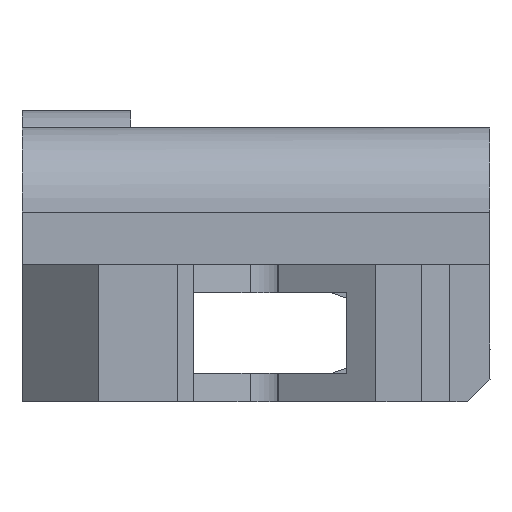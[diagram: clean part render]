
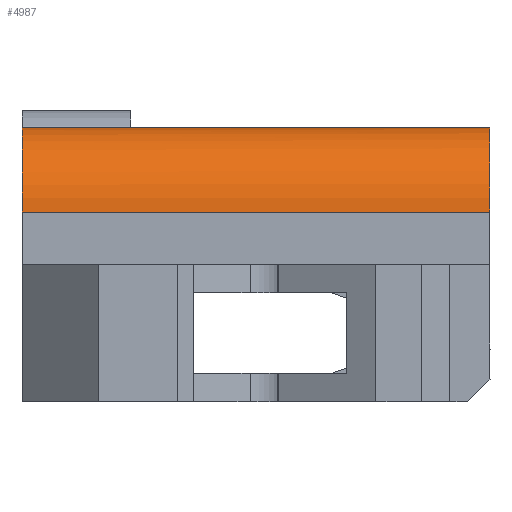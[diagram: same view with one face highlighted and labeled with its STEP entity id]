
A CAD part, left-side view. The second image highlights one B-rep face of the part: STEP entity #4987.
In plain terms, the highlighted cylindrical face has radius 10.475 mm (diameter 20.95 mm), a partial arc.
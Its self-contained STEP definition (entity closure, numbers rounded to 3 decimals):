
#470=FACE_OUTER_BOUND('',#750,.T.);
#750=EDGE_LOOP('',(#4166,#4167,#4168,#4169,#4170,#4171));
#1164=LINE('',#7987,#1697);
#1236=LINE('',#8202,#1769);
#1237=LINE('',#8207,#1770);
#1697=VECTOR('',#6285,57.5);
#1769=VECTOR('',#6455,0.5);
#1770=VECTOR('',#6460,58.);
#2002=CIRCLE('',#5270,10.475);
#2059=CIRCLE('',#5393,10.475);
#2060=CIRCLE('',#5394,10.475);
#2332=VERTEX_POINT('',#7747);
#2333=VERTEX_POINT('',#7749);
#2402=VERTEX_POINT('',#7985);
#2463=VERTEX_POINT('',#8200);
#2464=VERTEX_POINT('',#8204);
#2465=VERTEX_POINT('',#8206);
#2903=EDGE_CURVE('',#2332,#2333,#2002,.F.);
#3009=EDGE_CURVE('',#2402,#2333,#1164,.T.);
#3100=EDGE_CURVE('',#2332,#2463,#1236,.T.);
#3101=EDGE_CURVE('',#2463,#2464,#2059,.F.);
#3102=EDGE_CURVE('',#2465,#2464,#1237,.F.);
#3103=EDGE_CURVE('',#2402,#2465,#2060,.F.);
#4166=ORIENTED_EDGE('',*,*,#2903,.F.);
#4167=ORIENTED_EDGE('',*,*,#3100,.T.);
#4168=ORIENTED_EDGE('',*,*,#3101,.T.);
#4169=ORIENTED_EDGE('',*,*,#3102,.F.);
#4170=ORIENTED_EDGE('',*,*,#3103,.F.);
#4171=ORIENTED_EDGE('',*,*,#3009,.T.);
#4813=CYLINDRICAL_SURFACE('',#5392,10.475);
#4987=ADVANCED_FACE('',(#470),#4813,.T.);
#5270=AXIS2_PLACEMENT_3D('',#7750,#6080,#6081);
#5392=AXIS2_PLACEMENT_3D('',#8203,#6456,#6457);
#5393=AXIS2_PLACEMENT_3D('',#8205,#6458,#6459);
#5394=AXIS2_PLACEMENT_3D('',#8208,#6461,#6462);
#6080=DIRECTION('center_axis',(0.,0.,-1.));
#6081=DIRECTION('ref_axis',(-1.,0.,0.));
#6285=DIRECTION('',(0.,0.,-1.));
#6455=DIRECTION('',(0.,0.,-1.));
#6456=DIRECTION('center_axis',(0.,0.,-1.));
#6457=DIRECTION('ref_axis',(0.914,0.405,0.));
#6458=DIRECTION('center_axis',(0.,0.,-1.));
#6459=DIRECTION('ref_axis',(-1.,0.,0.));
#6460=DIRECTION('',(0.,0.,1.));
#6461=DIRECTION('center_axis',(0.,0.,-1.));
#6462=DIRECTION('ref_axis',(-1.,0.,0.));
#7747=CARTESIAN_POINT('',(7.757,-7.039,0.5));
#7749=CARTESIAN_POINT('',(8.337,-6.343,0.5));
#7750=CARTESIAN_POINT('Origin',(0.,0.,0.5));
#7985=CARTESIAN_POINT('',(8.337,-6.343,58.));
#7987=CARTESIAN_POINT('',(8.337,-6.343,58.));
#8200=CARTESIAN_POINT('',(7.757,-7.039,0.));
#8202=CARTESIAN_POINT('',(7.757,-7.039,0.5));
#8203=CARTESIAN_POINT('Origin',(0.,0.,0.));
#8204=CARTESIAN_POINT('',(0.,10.475,0.));
#8205=CARTESIAN_POINT('Origin',(0.,0.,0.));
#8206=CARTESIAN_POINT('',(0.,10.475,58.));
#8207=CARTESIAN_POINT('',(0.,10.475,0.));
#8208=CARTESIAN_POINT('Origin',(0.,0.,58.));
